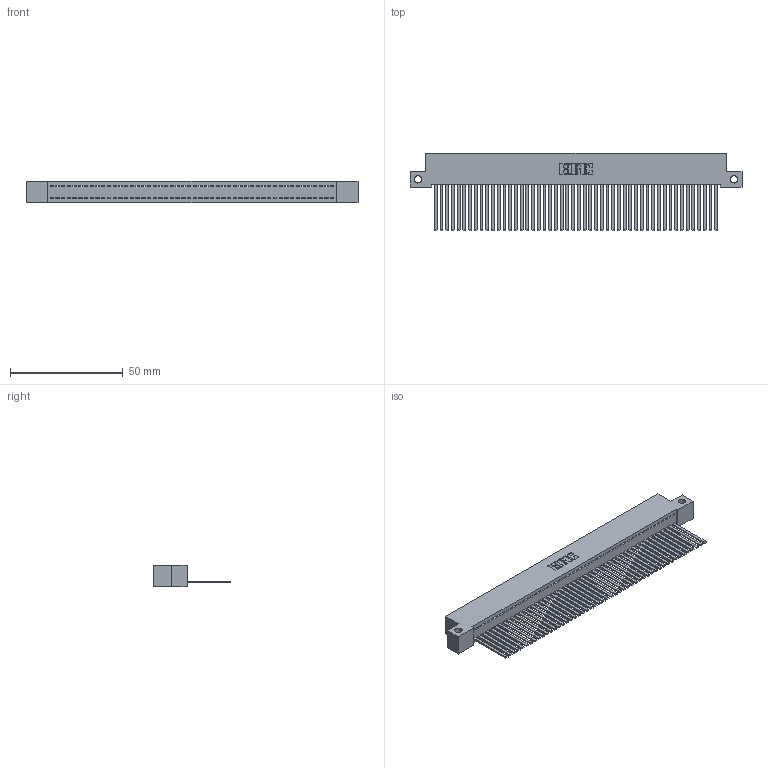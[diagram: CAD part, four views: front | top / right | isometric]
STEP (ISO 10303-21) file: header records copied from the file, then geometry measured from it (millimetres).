
FILE_DESCRIPTION (( 'STEP AP203' ), '1' );
FILE_NAME ('342-050-544-112.STEP', '2019-10-02T23:52:47', ( '' ), ( '' ), 'SwSTEP 2.0', 'SolidWorks 2016', '' );
FILE_SCHEMA (( 'CONFIG_CONTROL_DESIGN' ));
Length unit declared in the file: inch
Products named in the file (3): 345-292-001_345-293-144; 342-050-544-112; 342 Part_Side Mount
Assembly tree (51 placements, depth 2):
  342-050-544-112
    342 Part_Side Mount
    345-292-001_345-293-144  x50
Bounding box: 147.32 x 34.3 x 9.4 mm (x, y, z)
Volume: 13451.6 mm3; surface area: 21387.5 mm2
Topology: 51 solids, 51 shells, 2710 faces, 8199 edges, 5398 vertices
Faces by surface type: plane 1966, cylinder 744
Entity records: 29219 total; most frequent: CARTESIAN_POINT 5044, ORIENTED_EDGE 5030, DIRECTION 4235, EDGE_CURVE 2515, LINE 2391, VECTOR 2391, VERTEX_POINT 1674, AXIS2_PLACEMENT_3D 922
